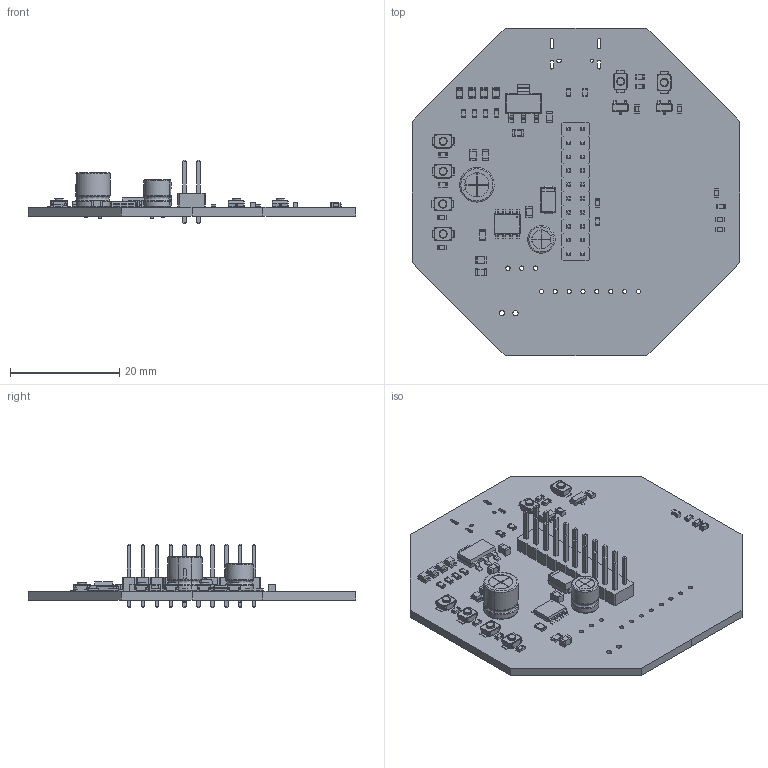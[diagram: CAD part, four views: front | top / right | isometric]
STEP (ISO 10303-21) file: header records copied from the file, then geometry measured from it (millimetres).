
FILE_DESCRIPTION(('KiCad electronic assembly'),'2;1');
FILE_NAME('ESP32C3_Upper.step','2024-04-17T16:13:17',('Pcbnew'),('Kicad' ),'Open CASCADE STEP processor 7.7','KiCad to STEP converter', 'Unknown');
FILE_SCHEMA(('AUTOMOTIVE_DESIGN { 1 0 10303 214 1 1 1 1 }'));
Length unit declared in the file: millimetre
Products named in the file (28): ESP32C3_Upper 1; R_0603_1608Metric; SOT-223; SOT_223; C_0805_2012Metric; SW_SPST_B3U-1000P; C_0603_1608Metric; LED_0805_2012Metric; R_0805_2012Metric; D_SMA; SOT-23; SOT_23; PinHeader_2x10_P2.54mm_Vertical; PinHeader_2x10_P254mm_Vertical; TI_SO-PowerPAD-8; TI_SO_PowerPAD_8; CP_Radial_D5.0mm_P2.00mm; CP_Radial_D50mm_P200mm; CP_Radial_D6.3mm_P2.50mm; CP_Radial_D63mm_P250mm; ESP32C3_Upper_PCB
Assembly tree (60 placements, depth 3):
  ESP32C3_Upper 1
    R_0603_1608Metric  x15
      R_0603_1608Metric
    SOT-223
      SOT_223
    C_0805_2012Metric  x5
      C_0805_2012Metric
    SW_SPST_B3U-1000P  x6
      SW_SPST_B3U-1000P
    C_0603_1608Metric  x5
      C_0603_1608Metric
    LED_0805_2012Metric  x5
      LED_0805_2012Metric
    R_0805_2012Metric  x2
      R_0805_2012Metric
    D_SMA
      D_SMA
    SOT-23  x2
      SOT_23
    PinHeader_2x10_P2.54mm_Vertical
      PinHeader_2x10_P254mm_Vertical
    TI_SO-PowerPAD-8
      TI_SO_PowerPAD_8
    CP_Radial_D5.0mm_P2.00mm
      CP_Radial_D50mm_P200mm
    CP_Radial_D6.3mm_P2.50mm
      CP_Radial_D63mm_P250mm
    ESP32C3_Upper_PCB
Bounding box: 60 x 60 x 11.54 mm (x, y, z)
Volume: 5653.9 mm3; surface area: 8462.7 mm2
Topology: 47 solids, 49 shells, 3442 faces, 8731 edges, 5291 vertices
Faces by surface type: plane 2050, cylinder 1053, bspline 122, torus 106, sphere 102, revolution 9
Full cylindrical faces by diameter (mm): 0.2 x1, 0.5 x4, 0.6 x1, 0.762 x8, 0.8 x7, 0.95 x2, 1 x20, 1.5 x6
Entity records: 49947 total; most frequent: CARTESIAN_POINT 8584, ORIENTED_EDGE 6642, DIRECTION 6411, EDGE_CURVE 3321, LINE 2560, VECTOR 2560, VERTEX_POINT 2052, AXIS2_PLACEMENT_3D 1921
